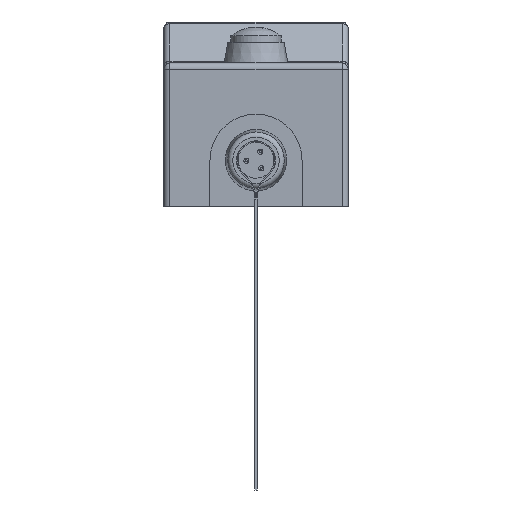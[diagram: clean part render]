
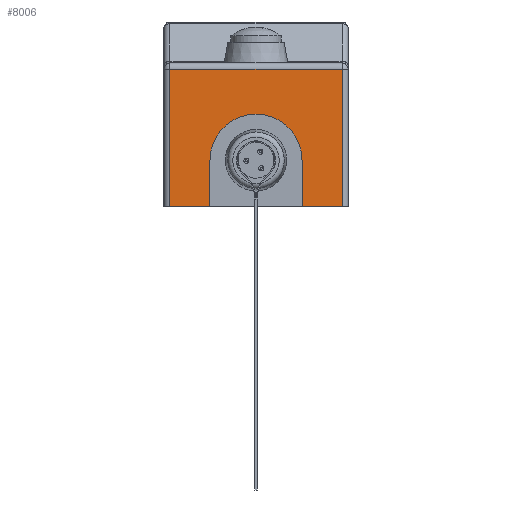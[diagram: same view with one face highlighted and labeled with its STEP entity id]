
A CAD part, front view. The second image highlights one B-rep face of the part: STEP entity #8006.
In plain terms, the highlighted planar face has unit normal (0, -1, 0).
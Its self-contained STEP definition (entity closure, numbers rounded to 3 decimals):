
#289=CIRCLE('',#9218,3.);
#814=ORIENTED_EDGE('',*,*,#2891,.F.);
#815=ORIENTED_EDGE('',*,*,#2982,.T.);
#816=ORIENTED_EDGE('',*,*,#2983,.T.);
#817=ORIENTED_EDGE('',*,*,#2984,.T.);
#818=ORIENTED_EDGE('',*,*,#2883,.F.);
#819=ORIENTED_EDGE('',*,*,#2985,.F.);
#820=ORIENTED_EDGE('',*,*,#2986,.F.);
#821=ORIENTED_EDGE('',*,*,#2987,.F.);
#2883=EDGE_CURVE('',#3990,#3991,#4771,.T.);
#2891=EDGE_CURVE('',#3998,#3999,#4775,.T.);
#2982=EDGE_CURVE('',#3998,#4062,#4850,.T.);
#2983=EDGE_CURVE('',#4062,#4063,#4851,.F.);
#2984=EDGE_CURVE('',#4063,#3991,#4852,.F.);
#2985=EDGE_CURVE('',#4064,#3990,#4853,.T.);
#2986=EDGE_CURVE('',#4065,#4064,#289,.T.);
#2987=EDGE_CURVE('',#3999,#4065,#4854,.T.);
#3990=VERTEX_POINT('',#12471);
#3991=VERTEX_POINT('',#12473);
#3998=VERTEX_POINT('',#12487);
#3999=VERTEX_POINT('',#12489);
#4062=VERTEX_POINT('',#12674);
#4063=VERTEX_POINT('',#12676);
#4064=VERTEX_POINT('',#12679);
#4065=VERTEX_POINT('',#12681);
#4771=LINE('',#12472,#5644);
#4775=LINE('',#12488,#5648);
#4850=LINE('',#12673,#5723);
#4851=LINE('',#12675,#5724);
#4852=LINE('',#12677,#5725);
#4853=LINE('',#12678,#5726);
#4854=LINE('',#12682,#5727);
#5644=VECTOR('',#10058,1000.);
#5648=VECTOR('',#10070,1000.);
#5723=VECTOR('',#10225,1000.);
#5724=VECTOR('',#10226,1000.);
#5725=VECTOR('',#10227,1000.);
#5726=VECTOR('',#10228,1000.);
#5727=VECTOR('',#10231,1000.);
#6449=EDGE_LOOP('',(#814,#815,#816,#817,#818,#819,#820,#821));
#7057=FACE_BOUND('',#6449,.T.);
#7652=PLANE('',#9217);
#8006=ADVANCED_FACE('',(#7057),#7652,.F.);
#9217=AXIS2_PLACEMENT_3D('',#12672,#10223,#10224);
#9218=AXIS2_PLACEMENT_3D('',#12680,#10229,#10230);
#10058=DIRECTION('',(-1.,0.,0.));
#10070=DIRECTION('',(-1.,0.,0.));
#10223=DIRECTION('',(0.,1.,0.));
#10224=DIRECTION('',(0.,0.,1.));
#10225=DIRECTION('',(0.,0.,1.));
#10226=DIRECTION('',(1.,0.,0.));
#10227=DIRECTION('',(0.,0.,1.));
#10228=DIRECTION('',(0.,0.,-1.));
#10229=DIRECTION('',(0.,-1.,0.));
#10230=DIRECTION('',(1.,0.,0.));
#10231=DIRECTION('',(0.,0.,1.));
#12471=CARTESIAN_POINT('',(-3.,0.,-9.));
#12472=CARTESIAN_POINT('',(9.,0.,-9.));
#12473=CARTESIAN_POINT('',(-8.4,0.,-9.));
#12487=CARTESIAN_POINT('',(8.4,0.,-9.));
#12488=CARTESIAN_POINT('',(9.,0.,-9.));
#12489=CARTESIAN_POINT('',(3.,0.,-9.));
#12672=CARTESIAN_POINT('',(0.,0.,0.));
#12673=CARTESIAN_POINT('',(8.4,0.,0.));
#12674=CARTESIAN_POINT('',(8.4,0.,4.4));
#12675=CARTESIAN_POINT('',(0.,0.,4.4));
#12676=CARTESIAN_POINT('',(-8.4,0.,4.4));
#12677=CARTESIAN_POINT('',(-8.4,0.,0.));
#12678=CARTESIAN_POINT('',(-3.,0.,-4.5));
#12679=CARTESIAN_POINT('',(-3.,0.,-4.5));
#12680=CARTESIAN_POINT('',(0.,0.,-4.5));
#12681=CARTESIAN_POINT('',(3.,0.,-4.5));
#12682=CARTESIAN_POINT('',(3.,0.,-4.5));
